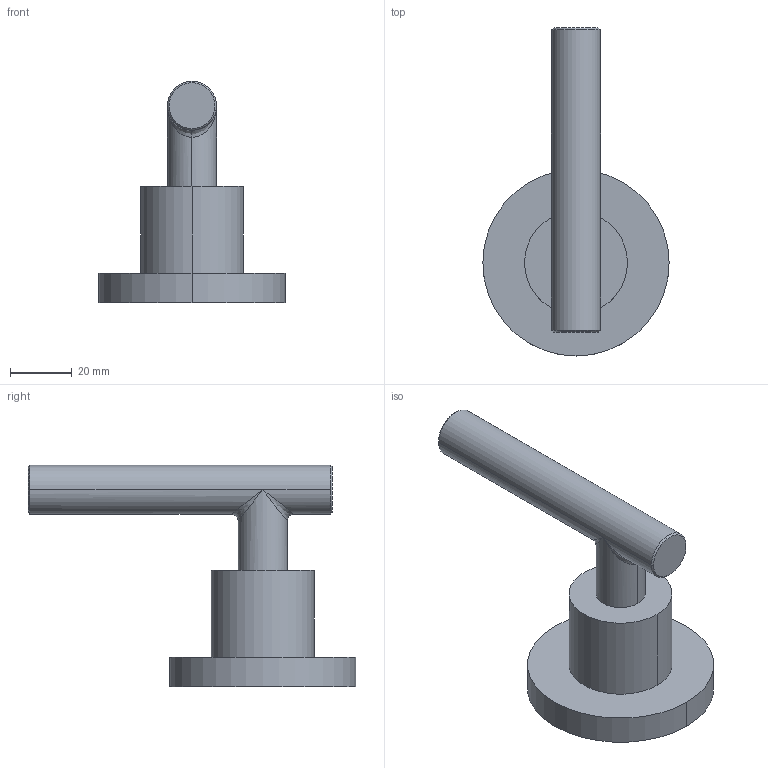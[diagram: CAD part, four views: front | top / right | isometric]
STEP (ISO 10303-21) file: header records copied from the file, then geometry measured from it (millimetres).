
FILE_DESCRIPTION((''),'2;1');
FILE_NAME('3-227LH','2020-12-31T13:14:28',('jinson.thomas'),(''),'CREO PARAMETRIC BY PTC INC, 2018400','CREO PARAMETRIC BY PTC INC, 2018400','');
FILE_SCHEMA(('CONFIG_CONTROL_DESIGN'));
Length unit declared in the file: inch
Products named in the file (1): 3-227LH
Bounding box: 60.33 x 106.08 x 71.77 mm (x, y, z)
Volume: 75125.3 mm3; surface area: 16329.7 mm2
Topology: 1 solids, 1 shells, 22 faces, 42 edges, 24 vertices
Faces by surface type: cylinder 9, plane 5, bspline 4, cone 4
Entity records: 940 total; most frequent: CARTESIAN_POINT 470, DIRECTION 90, ORIENTED_EDGE 84, EDGE_CURVE 42, AXIS2_PLACEMENT_3D 38, VERTEX_POINT 24, EDGE_LOOP 24, FACE_OUTER_BOUND 22
